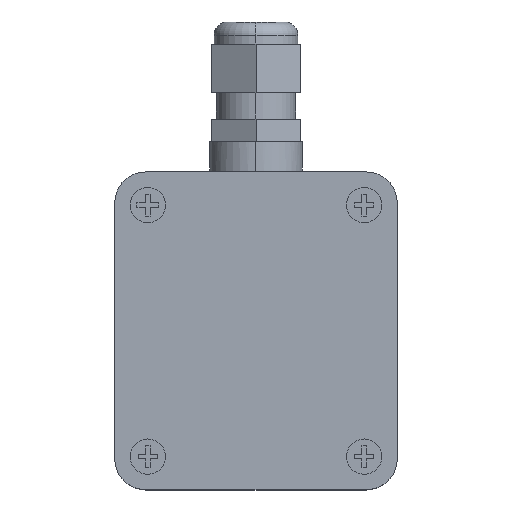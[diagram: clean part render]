
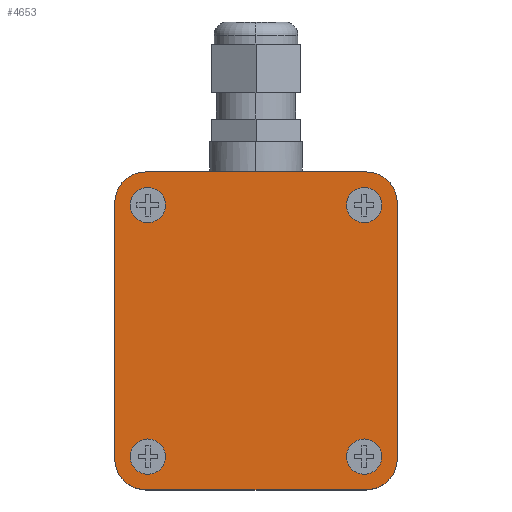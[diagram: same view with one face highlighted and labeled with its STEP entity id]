
A CAD part, top view. The second image highlights one B-rep face of the part: STEP entity #4653.
In plain terms, the highlighted planar face has unit normal (0, 0, 1).
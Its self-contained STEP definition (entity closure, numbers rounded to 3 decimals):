
#61 = VERTEX_POINT ( 'NONE', #2784 ) ;
#88 = DIRECTION ( 'NONE',  ( 0., 0., 1. ) ) ;
#103 = AXIS2_PLACEMENT_3D ( 'NONE', #5162, #6233, #6204 ) ;
#137 = EDGE_CURVE ( 'NONE', #4197, #2778, #5475, .T. ) ;
#188 = DIRECTION ( 'NONE',  ( 1., 0., 0. ) ) ;
#212 = LINE ( 'NONE', #4560, #4151 ) ;
#235 = FACE_BOUND ( 'NONE', #3712, .T. ) ;
#238 = ORIENTED_EDGE ( 'NONE', *, *, #4132, .T. ) ;
#287 = EDGE_LOOP ( 'NONE', ( #6686, #5557 ) ) ;
#336 = CARTESIAN_POINT ( 'NONE',  ( 25., 29., 38. ) ) ;
#339 = VERTEX_POINT ( 'NONE', #4306 ) ;
#398 = DIRECTION ( 'NONE',  ( 1., 0., 0. ) ) ;
#421 = LINE ( 'NONE', #6755, #5834 ) ;
#446 = DIRECTION ( 'NONE',  ( 1., 0., 0. ) ) ;
#452 = CARTESIAN_POINT ( 'NONE',  ( -24.5, -28.5, 38. ) ) ;
#453 = VECTOR ( 'NONE', #2323, 1000. ) ;
#509 = ORIENTED_EDGE ( 'NONE', *, *, #6044, .T. ) ;
#512 = DIRECTION ( 'NONE',  ( 0., 0., 1. ) ) ;
#586 = VERTEX_POINT ( 'NONE', #2502 ) ;
#680 = CARTESIAN_POINT ( 'NONE',  ( -25., -36., 38. ) ) ;
#841 = CIRCLE ( 'NONE', #1506, 4. ) ;
#910 = VERTEX_POINT ( 'NONE', #1375 ) ;
#1062 = VERTEX_POINT ( 'NONE', #2640 ) ;
#1119 = CIRCLE ( 'NONE', #2559, 4. ) ;
#1147 = ORIENTED_EDGE ( 'NONE', *, *, #5238, .F. ) ;
#1257 = CARTESIAN_POINT ( 'NONE',  ( 28.5, 28.5, 38. ) ) ;
#1341 = DIRECTION ( 'NONE',  ( 0., 0., 1. ) ) ;
#1358 = CARTESIAN_POINT ( 'NONE',  ( 32., -29., 38. ) ) ;
#1375 = CARTESIAN_POINT ( 'NONE',  ( 25., -36., 38. ) ) ;
#1380 = DIRECTION ( 'NONE',  ( 0., 0., 1. ) ) ;
#1396 = CIRCLE ( 'NONE', #1909, 4. ) ;
#1452 = DIRECTION ( 'NONE',  ( 0., 0., 1. ) ) ;
#1506 = AXIS2_PLACEMENT_3D ( 'NONE', #6208, #512, #1975 ) ;
#1556 = CARTESIAN_POINT ( 'NONE',  ( -20.5, 28.5, 38. ) ) ;
#1579 = EDGE_CURVE ( 'NONE', #5883, #61, #3313, .T. ) ;
#1581 = AXIS2_PLACEMENT_3D ( 'NONE', #6658, #5567, #6075 ) ;
#1608 = CIRCLE ( 'NONE', #1884, 4. ) ;
#1726 = EDGE_CURVE ( 'NONE', #3893, #2613, #5021, .T. ) ;
#1733 = CARTESIAN_POINT ( 'NONE',  ( -20.5, -28.5, 38. ) ) ;
#1816 = EDGE_CURVE ( 'NONE', #586, #339, #841, .T. ) ;
#1866 = ORIENTED_EDGE ( 'NONE', *, *, #6066, .F. ) ;
#1884 = AXIS2_PLACEMENT_3D ( 'NONE', #2739, #3301, #188 ) ;
#1886 = VECTOR ( 'NONE', #2629, 1000. ) ;
#1909 = AXIS2_PLACEMENT_3D ( 'NONE', #452, #5222, #3072 ) ;
#1937 = ORIENTED_EDGE ( 'NONE', *, *, #1579, .F. ) ;
#1940 = CARTESIAN_POINT ( 'NONE',  ( -25., 29., 38. ) ) ;
#1975 = DIRECTION ( 'NONE',  ( 1., 0., 0. ) ) ;
#1989 = CARTESIAN_POINT ( 'NONE',  ( -25., 36., 38. ) ) ;
#2008 = DIRECTION ( 'NONE',  ( 0., 0., 1. ) ) ;
#2071 = AXIS2_PLACEMENT_3D ( 'NONE', #336, #4519, #5542 ) ;
#2116 = FACE_BOUND ( 'NONE', #2797, .T. ) ;
#2323 = DIRECTION ( 'NONE',  ( 0., 1., 0. ) ) ;
#2410 = CARTESIAN_POINT ( 'NONE',  ( -28.5, -28.5, 38. ) ) ;
#2418 = DIRECTION ( 'NONE',  ( 1., 0., 0. ) ) ;
#2502 = CARTESIAN_POINT ( 'NONE',  ( 20.5, -28.5, 38. ) ) ;
#2559 = AXIS2_PLACEMENT_3D ( 'NONE', #3220, #88, #3734 ) ;
#2570 = EDGE_CURVE ( 'NONE', #5125, #4197, #5177, .T. ) ;
#2585 = ORIENTED_EDGE ( 'NONE', *, *, #2570, .T. ) ;
#2613 = VERTEX_POINT ( 'NONE', #4886 ) ;
#2627 = ORIENTED_EDGE ( 'NONE', *, *, #5541, .F. ) ;
#2629 = DIRECTION ( 'NONE',  ( -1., 0., 0. ) ) ;
#2640 = CARTESIAN_POINT ( 'NONE',  ( -28.5, 28.5, 38. ) ) ;
#2729 = AXIS2_PLACEMENT_3D ( 'NONE', #5776, #3741, #4795 ) ;
#2739 = CARTESIAN_POINT ( 'NONE',  ( -24.5, 28.5, 38. ) ) ;
#2778 = VERTEX_POINT ( 'NONE', #5528 ) ;
#2784 = CARTESIAN_POINT ( 'NONE',  ( 20.5, 28.5, 38. ) ) ;
#2797 = EDGE_LOOP ( 'NONE', ( #1937, #2627 ) ) ;
#2860 = VERTEX_POINT ( 'NONE', #2410 ) ;
#2916 = PLANE ( 'NONE',  #1581 ) ;
#2941 = CIRCLE ( 'NONE', #3979, 7. ) ;
#3030 = DIRECTION ( 'NONE',  ( 0., -1., 0. ) ) ;
#3072 = DIRECTION ( 'NONE',  ( 1., 0., 0. ) ) ;
#3096 = ORIENTED_EDGE ( 'NONE', *, *, #5459, .F. ) ;
#3170 = AXIS2_PLACEMENT_3D ( 'NONE', #5527, #1380, #6069 ) ;
#3215 = ORIENTED_EDGE ( 'NONE', *, *, #1726, .T. ) ;
#3220 = CARTESIAN_POINT ( 'NONE',  ( 24.5, -28.5, 38. ) ) ;
#3301 = DIRECTION ( 'NONE',  ( 0., 0., 1. ) ) ;
#3313 = CIRCLE ( 'NONE', #6538, 4. ) ;
#3325 = VERTEX_POINT ( 'NONE', #1556 ) ;
#3329 = EDGE_CURVE ( 'NONE', #4437, #2860, #1396, .T. ) ;
#3399 = CIRCLE ( 'NONE', #103, 7. ) ;
#3427 = FACE_BOUND ( 'NONE', #5747, .T. ) ;
#3534 = DIRECTION ( 'NONE',  ( 0., 0., 1. ) ) ;
#3603 = CARTESIAN_POINT ( 'NONE',  ( -32., -29., 38. ) ) ;
#3675 = ORIENTED_EDGE ( 'NONE', *, *, #6278, .T. ) ;
#3712 = EDGE_LOOP ( 'NONE', ( #1866, #3096 ) ) ;
#3734 = DIRECTION ( 'NONE',  ( 1., 0., 0. ) ) ;
#3741 = DIRECTION ( 'NONE',  ( 0., 0., 1. ) ) ;
#3893 = VERTEX_POINT ( 'NONE', #4397 ) ;
#3979 = AXIS2_PLACEMENT_3D ( 'NONE', #4048, #2008, #5119 ) ;
#4048 = CARTESIAN_POINT ( 'NONE',  ( 25., -29., 38. ) ) ;
#4132 = EDGE_CURVE ( 'NONE', #5395, #910, #421, .T. ) ;
#4139 = EDGE_CURVE ( 'NONE', #910, #3893, #2941, .T. ) ;
#4151 = VECTOR ( 'NONE', #3030, 1000. ) ;
#4173 = FACE_OUTER_BOUND ( 'NONE', #6788, .T. ) ;
#4197 = VERTEX_POINT ( 'NONE', #1989 ) ;
#4204 = ORIENTED_EDGE ( 'NONE', *, *, #3329, .F. ) ;
#4225 = CIRCLE ( 'NONE', #2071, 7. ) ;
#4231 = CARTESIAN_POINT ( 'NONE',  ( -25., 36., 38. ) ) ;
#4306 = CARTESIAN_POINT ( 'NONE',  ( 28.5, -28.5, 38. ) ) ;
#4356 = AXIS2_PLACEMENT_3D ( 'NONE', #6192, #1452, #446 ) ;
#4397 = CARTESIAN_POINT ( 'NONE',  ( 32., -29., 38. ) ) ;
#4437 = VERTEX_POINT ( 'NONE', #1733 ) ;
#4493 = FACE_BOUND ( 'NONE', #287, .T. ) ;
#4519 = DIRECTION ( 'NONE',  ( 0., 0., 1. ) ) ;
#4560 = CARTESIAN_POINT ( 'NONE',  ( -32., -29., 38. ) ) ;
#4653 = ADVANCED_FACE ( 'NONE', ( #3427, #4493, #2116, #235, #4173 ), #2916, .T. ) ;
#4795 = DIRECTION ( 'NONE',  ( 1., 0., 0. ) ) ;
#4886 = CARTESIAN_POINT ( 'NONE',  ( 32., 29., 38. ) ) ;
#5021 = LINE ( 'NONE', #1358, #453 ) ;
#5055 = CARTESIAN_POINT ( 'NONE',  ( 25., 36., 38. ) ) ;
#5100 = ORIENTED_EDGE ( 'NONE', *, *, #137, .T. ) ;
#5119 = DIRECTION ( 'NONE',  ( 1., 0., 0. ) ) ;
#5125 = VERTEX_POINT ( 'NONE', #5055 ) ;
#5162 = CARTESIAN_POINT ( 'NONE',  ( -25., -29., 38. ) ) ;
#5177 = LINE ( 'NONE', #4231, #1886 ) ;
#5222 = DIRECTION ( 'NONE',  ( 0., 0., 1. ) ) ;
#5238 = EDGE_CURVE ( 'NONE', #2860, #4437, #5480, .T. ) ;
#5314 = AXIS2_PLACEMENT_3D ( 'NONE', #1940, #3534, #6689 ) ;
#5395 = VERTEX_POINT ( 'NONE', #680 ) ;
#5459 = EDGE_CURVE ( 'NONE', #1062, #3325, #1608, .T. ) ;
#5475 = CIRCLE ( 'NONE', #5314, 7. ) ;
#5480 = CIRCLE ( 'NONE', #2729, 4. ) ;
#5527 = CARTESIAN_POINT ( 'NONE',  ( -24.5, 28.5, 38. ) ) ;
#5528 = CARTESIAN_POINT ( 'NONE',  ( -32., 29., 38. ) ) ;
#5541 = EDGE_CURVE ( 'NONE', #61, #5883, #6630, .T. ) ;
#5542 = DIRECTION ( 'NONE',  ( -1., 0., 0. ) ) ;
#5557 = ORIENTED_EDGE ( 'NONE', *, *, #1816, .F. ) ;
#5567 = DIRECTION ( 'NONE',  ( 0., 0., 1. ) ) ;
#5747 = EDGE_LOOP ( 'NONE', ( #4204, #1147 ) ) ;
#5776 = CARTESIAN_POINT ( 'NONE',  ( -24.5, -28.5, 38. ) ) ;
#5834 = VECTOR ( 'NONE', #398, 1000. ) ;
#5845 = EDGE_CURVE ( 'NONE', #339, #586, #1119, .T. ) ;
#5883 = VERTEX_POINT ( 'NONE', #1257 ) ;
#6044 = EDGE_CURVE ( 'NONE', #2613, #5125, #4225, .T. ) ;
#6066 = EDGE_CURVE ( 'NONE', #3325, #1062, #6120, .T. ) ;
#6069 = DIRECTION ( 'NONE',  ( 1., 0., 0. ) ) ;
#6075 = DIRECTION ( 'NONE',  ( 1., 0., 0. ) ) ;
#6120 = CIRCLE ( 'NONE', #3170, 4. ) ;
#6150 = CARTESIAN_POINT ( 'NONE',  ( 24.5, 28.5, 38. ) ) ;
#6161 = EDGE_CURVE ( 'NONE', #2778, #6325, #212, .T. ) ;
#6192 = CARTESIAN_POINT ( 'NONE',  ( 24.5, 28.5, 38. ) ) ;
#6204 = DIRECTION ( 'NONE',  ( -1., 0., 0. ) ) ;
#6208 = CARTESIAN_POINT ( 'NONE',  ( 24.5, -28.5, 38. ) ) ;
#6233 = DIRECTION ( 'NONE',  ( 0., 0., 1. ) ) ;
#6278 = EDGE_CURVE ( 'NONE', #6325, #5395, #3399, .T. ) ;
#6325 = VERTEX_POINT ( 'NONE', #3603 ) ;
#6489 = ORIENTED_EDGE ( 'NONE', *, *, #6161, .T. ) ;
#6538 = AXIS2_PLACEMENT_3D ( 'NONE', #6150, #1341, #2418 ) ;
#6630 = CIRCLE ( 'NONE', #4356, 4. ) ;
#6648 = ORIENTED_EDGE ( 'NONE', *, *, #4139, .T. ) ;
#6658 = CARTESIAN_POINT ( 'NONE',  ( 25., -29., 38. ) ) ;
#6686 = ORIENTED_EDGE ( 'NONE', *, *, #5845, .F. ) ;
#6689 = DIRECTION ( 'NONE',  ( -1., 0., 0. ) ) ;
#6755 = CARTESIAN_POINT ( 'NONE',  ( -25., -36., 38. ) ) ;
#6788 = EDGE_LOOP ( 'NONE', ( #6648, #3215, #509, #2585, #5100, #6489, #3675, #238 ) ) ;
